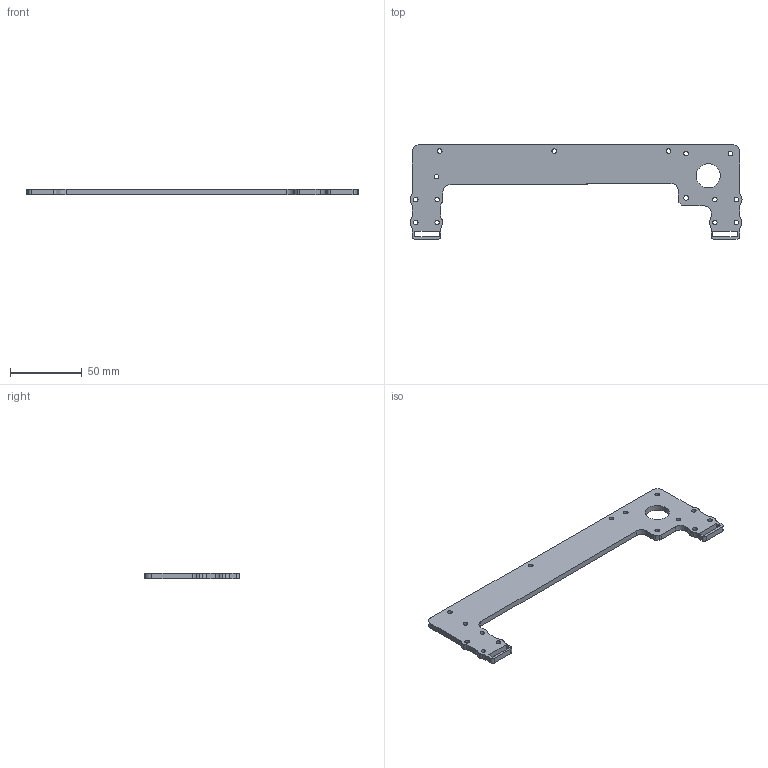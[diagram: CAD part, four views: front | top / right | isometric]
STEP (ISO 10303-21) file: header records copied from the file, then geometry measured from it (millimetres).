
FILE_DESCRIPTION (( 'STEP AP203' ), '1' );
FILE_NAME ('X Bridge 4.STEP', '2017-11-28T06:00:53', ( '' ), ( '' ), 'SwSTEP 2.0', 'SolidWorks 2018', '' );
FILE_SCHEMA (( 'CONFIG_CONTROL_DESIGN' ));
Length unit declared in the file: millimetre
Products named in the file (1): X Bridge 4
Bounding box: 231.99 x 66.16 x 4 mm (x, y, z)
Volume: 31167.7 mm3; surface area: 19354.4 mm2
Topology: 1 solids, 1 shells, 94 faces, 276 edges, 184 vertices
Faces by surface type: cylinder 66, plane 28
Entity records: 3341 total; most frequent: DIRECTION 598, CARTESIAN_POINT 555, ORIENTED_EDGE 552, EDGE_CURVE 276, AXIS2_PLACEMENT_3D 227, VERTEX_POINT 184, LINE 144, VECTOR 144
